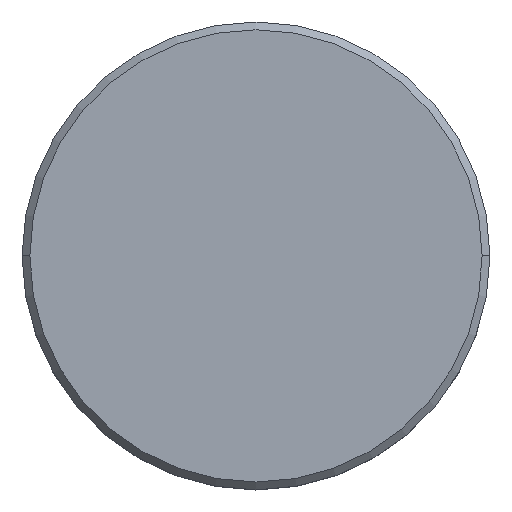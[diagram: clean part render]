
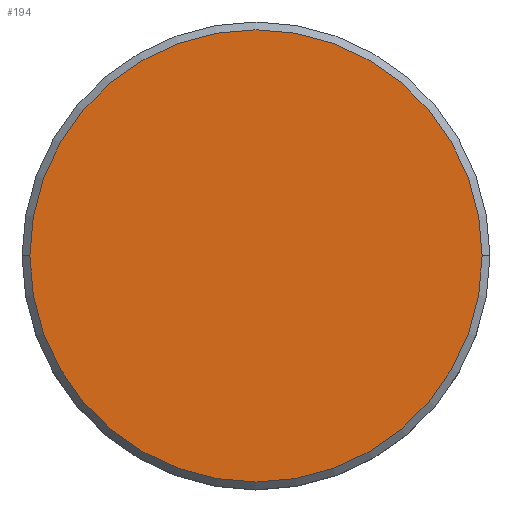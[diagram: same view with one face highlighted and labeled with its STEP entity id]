
A CAD part, top view. The second image highlights one B-rep face of the part: STEP entity #194.
In plain terms, the highlighted planar face has unit normal (0, 0, 1).
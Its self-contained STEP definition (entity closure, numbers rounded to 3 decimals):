
#26 = PLANE ( 'NONE',  #141 ) ;
#87 = DIRECTION ( 'NONE',  ( 1., 0., 0. ) ) ;
#141 = AXIS2_PLACEMENT_3D ( 'NONE', #189, #853, #87 ) ;
#189 = CARTESIAN_POINT ( 'NONE',  ( 0., 0., 0. ) ) ;
#194 = ADVANCED_FACE ( 'NONE', ( #342 ), #26, .T. ) ;
#195 = CARTESIAN_POINT ( 'NONE',  ( 14.5, 0., 0. ) ) ;
#306 = AXIS2_PLACEMENT_3D ( 'NONE', #984, #556, #1057 ) ;
#342 = FACE_OUTER_BOUND ( 'NONE', #794, .T. ) ;
#440 = ORIENTED_EDGE ( 'NONE', *, *, #533, .T. ) ;
#473 = AXIS2_PLACEMENT_3D ( 'NONE', #476, #712, #631 ) ;
#476 = CARTESIAN_POINT ( 'NONE',  ( 0., 0., 0. ) ) ;
#533 = EDGE_CURVE ( 'NONE', #1060, #1014, #539, .T. ) ;
#539 = CIRCLE ( 'NONE', #306, 14.5 ) ;
#550 = EDGE_CURVE ( 'NONE', #1014, #1060, #1051, .T. ) ;
#556 = DIRECTION ( 'NONE',  ( 0., 0., 1. ) ) ;
#631 = DIRECTION ( 'NONE',  ( 1., 0., 0. ) ) ;
#712 = DIRECTION ( 'NONE',  ( 0., 0., 1. ) ) ;
#794 = EDGE_LOOP ( 'NONE', ( #799, #440 ) ) ;
#799 = ORIENTED_EDGE ( 'NONE', *, *, #550, .T. ) ;
#842 = CARTESIAN_POINT ( 'NONE',  ( -14.5, 0., 0. ) ) ;
#853 = DIRECTION ( 'NONE',  ( 0., 0., 1. ) ) ;
#984 = CARTESIAN_POINT ( 'NONE',  ( 0., 0., 0. ) ) ;
#1014 = VERTEX_POINT ( 'NONE', #842 ) ;
#1051 = CIRCLE ( 'NONE', #473, 14.5 ) ;
#1057 = DIRECTION ( 'NONE',  ( 1., 0., 0. ) ) ;
#1060 = VERTEX_POINT ( 'NONE', #195 ) ;
